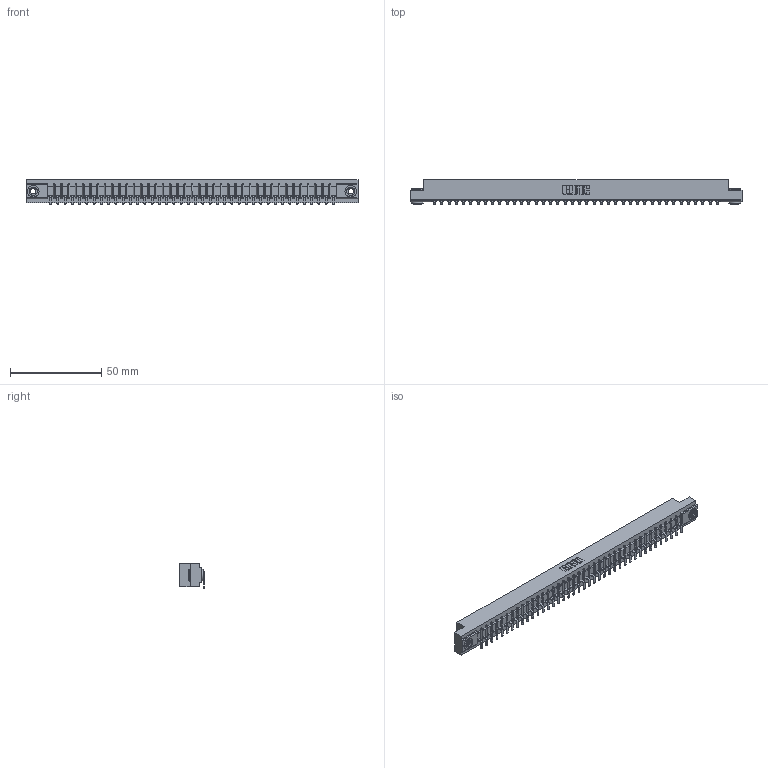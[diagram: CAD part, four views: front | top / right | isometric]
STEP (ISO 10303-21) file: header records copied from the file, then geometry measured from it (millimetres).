
FILE_DESCRIPTION (( 'STEP AP203' ), '1' );
FILE_NAME ('357-040-453-103.STEP', '2020-10-03T06:28:19', ( '' ), ( '' ), 'SwSTEP 2.0', 'SolidWorks 2020', '' );
FILE_SCHEMA (( 'CONFIG_CONTROL_DESIGN' ));
Length unit declared in the file: inch
Products named in the file (4): 307 Part_.156 Dia Mounting Holes; 345-250-002_345-250-002-102; 307-290-002_553; 357-040-453-103
Assembly tree (43 placements, depth 2):
  357-040-453-103
    307 Part_.156 Dia Mounting Holes
    307-290-002_553  x40
    345-250-002_345-250-002-102  x2
Bounding box: 181.51 x 13.36 x 13.5 mm (x, y, z)
Volume: 19409.9 mm3; surface area: 24604 mm2
Topology: 43 solids, 43 shells, 3331 faces, 10195 edges, 6682 vertices
Faces by surface type: plane 1974, cylinder 1267, sphere 82, cone 8
Entity records: 36457 total; most frequent: CARTESIAN_POINT 6129, ORIENTED_EDGE 6110, DIRECTION 5971, EDGE_CURVE 3055, VECTOR 2331, LINE 2331, VERTEX_POINT 1978, AXIS2_PLACEMENT_3D 1820
